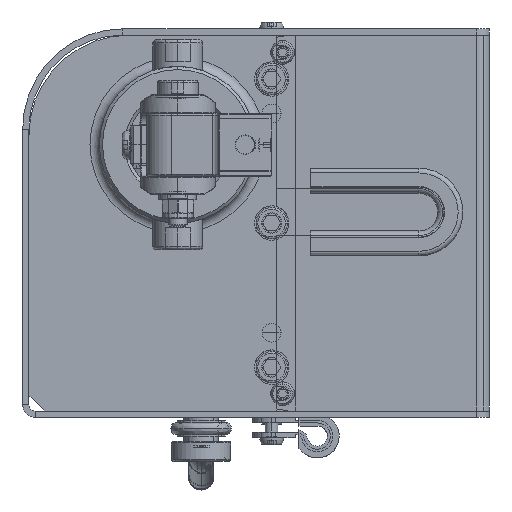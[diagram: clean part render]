
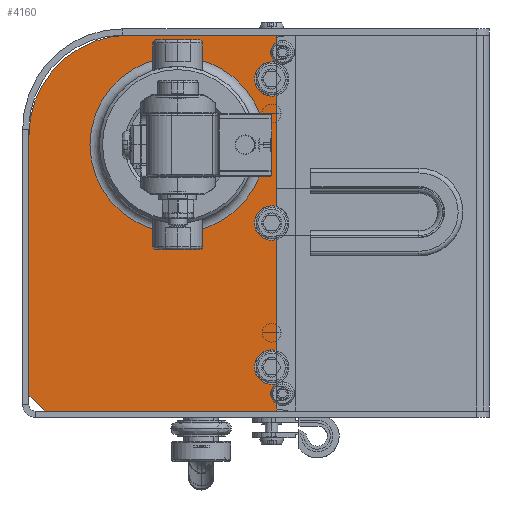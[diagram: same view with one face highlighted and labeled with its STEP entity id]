
A CAD part, front view. The second image highlights one B-rep face of the part: STEP entity #4160.
In plain terms, the highlighted planar face has unit normal (0, -1, 0).
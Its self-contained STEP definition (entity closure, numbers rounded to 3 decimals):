
#3047=CARTESIAN_POINT('',(5.,0.,25.));
#3048=DIRECTION('',(0.,-1.,0.));
#3049=DIRECTION('',(0.,0.,1.));
#3050=AXIS2_PLACEMENT_3D('',#3047,#3048,#3049);
#3052=CARTESIAN_POINT('',(5.,0.,25.));
#3053=DIRECTION('',(0.,-1.,0.));
#3054=DIRECTION('',(0.,0.,-1.));
#3055=AXIS2_PLACEMENT_3D('',#3052,#3053,#3054);
#3057=DIRECTION('',(0.707,0.,-0.707));
#3058=VECTOR('',#3057,7.071);
#3059=CARTESIAN_POINT('',(-42.5,0.,-55.));
#3060=LINE('',#3059,#3058);
#3061=DIRECTION('',(0.,0.,1.));
#3062=VECTOR('',#3061,83.);
#3063=CARTESIAN_POINT('',(-42.5,0.,-55.));
#3064=LINE('',#3063,#3062);
#3065=CARTESIAN_POINT('',(-10.5,0.,28.));
#3066=DIRECTION('',(0.,1.,0.));
#3067=DIRECTION('',(-1.,0.,0.));
#3068=AXIS2_PLACEMENT_3D('',#3065,#3066,#3067);
#3070=DIRECTION('',(1.,0.,0.));
#3071=VECTOR('',#3070,47.);
#3072=CARTESIAN_POINT('',(-10.5,0.,60.));
#3073=LINE('',#3072,#3071);
#3074=DIRECTION('',(0.,0.,-1.));
#3075=VECTOR('',#3074,8.708);
#3076=CARTESIAN_POINT('',(36.5,0.,60.));
#3077=LINE('',#3076,#3075);
#3078=CARTESIAN_POINT('',(35.,0.,46.));
#3079=DIRECTION('',(0.,-1.,0.));
#3080=DIRECTION('',(0.273,0.,0.962));
#3081=AXIS2_PLACEMENT_3D('',#3078,#3079,#3080);
#3083=CARTESIAN_POINT('',(35.,0.,46.));
#3084=DIRECTION('',(0.,-1.,0.));
#3085=DIRECTION('',(-1.,0.,0.));
#3086=AXIS2_PLACEMENT_3D('',#3083,#3084,#3085);
#3088=DIRECTION('',(0.,0.,-1.));
#3089=VECTOR('',#3088,35.417);
#3090=CARTESIAN_POINT('',(36.5,0.,40.708));
#3091=LINE('',#3090,#3089);
#3092=CARTESIAN_POINT('',(35.,0.,0.));
#3093=DIRECTION('',(0.,-1.,0.));
#3094=DIRECTION('',(0.273,0.,0.962));
#3095=AXIS2_PLACEMENT_3D('',#3092,#3093,#3094);
#3097=CARTESIAN_POINT('',(35.,0.,0.));
#3098=DIRECTION('',(0.,-1.,0.));
#3099=DIRECTION('',(-1.,0.,0.));
#3100=AXIS2_PLACEMENT_3D('',#3097,#3098,#3099);
#3102=DIRECTION('',(0.,0.,-1.));
#3103=VECTOR('',#3102,35.417);
#3104=CARTESIAN_POINT('',(36.5,0.,-5.292));
#3105=LINE('',#3104,#3103);
#3106=CARTESIAN_POINT('',(35.,0.,-46.));
#3107=DIRECTION('',(0.,-1.,0.));
#3108=DIRECTION('',(0.273,0.,0.962));
#3109=AXIS2_PLACEMENT_3D('',#3106,#3107,#3108);
#3111=CARTESIAN_POINT('',(35.,0.,-46.));
#3112=DIRECTION('',(0.,-1.,0.));
#3113=DIRECTION('',(-1.,0.,0.));
#3114=AXIS2_PLACEMENT_3D('',#3111,#3112,#3113);
#3116=DIRECTION('',(0.,0.,-1.));
#3117=VECTOR('',#3116,8.708);
#3118=CARTESIAN_POINT('',(36.5,0.,-51.292));
#3119=LINE('',#3118,#3117);
#3120=DIRECTION('',(-1.,0.,0.));
#3121=VECTOR('',#3120,74.);
#3122=CARTESIAN_POINT('',(36.5,0.,-60.));
#3123=LINE('',#3122,#3121);
#3899=CARTESIAN_POINT('',(5.,0.,53.));
#3900=CARTESIAN_POINT('',(5.,0.,-3.));
#3901=VERTEX_POINT('',#3899);
#3902=VERTEX_POINT('',#3900);
#3963=CARTESIAN_POINT('',(-42.5,0.,28.));
#3964=CARTESIAN_POINT('',(-10.5,0.,60.));
#3965=VERTEX_POINT('',#3963);
#3966=VERTEX_POINT('',#3964);
#3969=CARTESIAN_POINT('',(-42.5,0.,-55.));
#3970=CARTESIAN_POINT('',(-37.5,0.,-60.));
#3971=VERTEX_POINT('',#3969);
#3972=VERTEX_POINT('',#3970);
#3977=CARTESIAN_POINT('',(36.5,0.,-60.));
#3979=VERTEX_POINT('',#3977);
#3985=CARTESIAN_POINT('',(36.5,0.,60.));
#3987=VERTEX_POINT('',#3985);
#4007=CARTESIAN_POINT('',(29.5,0.,46.));
#4008=CARTESIAN_POINT('',(36.5,0.,40.708));
#4009=VERTEX_POINT('',#4007);
#4010=VERTEX_POINT('',#4008);
#4011=CARTESIAN_POINT('',(36.5,0.,51.292));
#4012=VERTEX_POINT('',#4011);
#4031=CARTESIAN_POINT('',(29.5,0.,0.));
#4032=CARTESIAN_POINT('',(36.5,0.,-5.292));
#4033=VERTEX_POINT('',#4031);
#4034=VERTEX_POINT('',#4032);
#4035=CARTESIAN_POINT('',(36.5,0.,5.292));
#4036=VERTEX_POINT('',#4035);
#4055=CARTESIAN_POINT('',(29.5,0.,-46.));
#4056=CARTESIAN_POINT('',(36.5,0.,-51.292));
#4057=VERTEX_POINT('',#4055);
#4058=VERTEX_POINT('',#4056);
#4059=CARTESIAN_POINT('',(36.5,0.,-40.708));
#4060=VERTEX_POINT('',#4059);
#4117=CARTESIAN_POINT('',(0.,0.,0.));
#4118=DIRECTION('',(0.,1.,0.));
#4119=DIRECTION('',(0.,0.,-1.));
#4120=AXIS2_PLACEMENT_3D('',#4117,#4118,#4119);
#4121=PLANE('',#4120);
#4123=ORIENTED_EDGE('',*,*,#4122,.F.);
#4125=ORIENTED_EDGE('',*,*,#4124,.T.);
#4127=ORIENTED_EDGE('',*,*,#4126,.T.);
#4129=ORIENTED_EDGE('',*,*,#4128,.T.);
#4131=ORIENTED_EDGE('',*,*,#4130,.T.);
#4133=ORIENTED_EDGE('',*,*,#4132,.T.);
#4135=ORIENTED_EDGE('',*,*,#4134,.T.);
#4137=ORIENTED_EDGE('',*,*,#4136,.T.);
#4139=ORIENTED_EDGE('',*,*,#4138,.T.);
#4141=ORIENTED_EDGE('',*,*,#4140,.T.);
#4143=ORIENTED_EDGE('',*,*,#4142,.T.);
#4145=ORIENTED_EDGE('',*,*,#4144,.T.);
#4147=ORIENTED_EDGE('',*,*,#4146,.T.);
#4149=ORIENTED_EDGE('',*,*,#4148,.T.);
#4151=ORIENTED_EDGE('',*,*,#4150,.T.);
#4152=EDGE_LOOP('',(#4123,#4125,#4127,#4129,#4131,#4133,#4135,#4137,#4139,#4141,
#4143,#4145,#4147,#4149,#4151));
#4153=FACE_OUTER_BOUND('',#4152,.F.);
#4155=ORIENTED_EDGE('',*,*,#4154,.T.);
#4157=ORIENTED_EDGE('',*,*,#4156,.T.);
#4158=EDGE_LOOP('',(#4155,#4157));
#4159=FACE_BOUND('',#4158,.F.);
#4160=ADVANCED_FACE('',(#4153,#4159),#4121,.F.);
#3051=CIRCLE('',#3050,28.);
#3056=CIRCLE('',#3055,28.);
#3069=CIRCLE('',#3068,32.);
#3082=CIRCLE('',#3081,5.5);
#3087=CIRCLE('',#3086,5.5);
#3096=CIRCLE('',#3095,5.5);
#3101=CIRCLE('',#3100,5.5);
#3110=CIRCLE('',#3109,5.5);
#3115=CIRCLE('',#3114,5.5);
#4122=EDGE_CURVE('',#3971,#3972,#3060,.T.);
#4124=EDGE_CURVE('',#3971,#3965,#3064,.T.);
#4126=EDGE_CURVE('',#3965,#3966,#3069,.T.);
#4128=EDGE_CURVE('',#3966,#3987,#3073,.T.);
#4130=EDGE_CURVE('',#3987,#4012,#3077,.T.);
#4132=EDGE_CURVE('',#4012,#4009,#3082,.T.);
#4134=EDGE_CURVE('',#4009,#4010,#3087,.T.);
#4136=EDGE_CURVE('',#4010,#4036,#3091,.T.);
#4138=EDGE_CURVE('',#4036,#4033,#3096,.T.);
#4140=EDGE_CURVE('',#4033,#4034,#3101,.T.);
#4142=EDGE_CURVE('',#4034,#4060,#3105,.T.);
#4144=EDGE_CURVE('',#4060,#4057,#3110,.T.);
#4146=EDGE_CURVE('',#4057,#4058,#3115,.T.);
#4148=EDGE_CURVE('',#4058,#3979,#3119,.T.);
#4150=EDGE_CURVE('',#3979,#3972,#3123,.T.);
#4154=EDGE_CURVE('',#3901,#3902,#3051,.T.);
#4156=EDGE_CURVE('',#3902,#3901,#3056,.T.);
